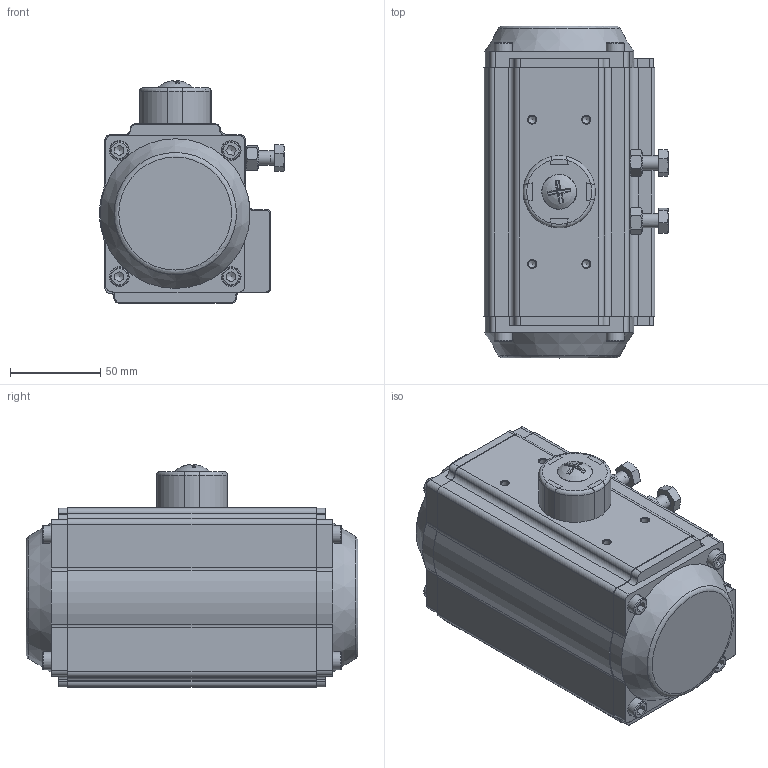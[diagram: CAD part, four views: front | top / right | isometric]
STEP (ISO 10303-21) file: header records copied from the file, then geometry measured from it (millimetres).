
FILE_DESCRIPTION(/* description */ (''),/* implementation_level */ '2;1');
FILE_NAME(/* name */ '',/* time_stamp */ '2016-12-29T09:39:55+08:00',/* author */ (''),/* organization */ (''),/* preprocessor_version */ 'ST-DEVELOPER v15',/* originating_system */ 'SIEMENS PLM Software NX 8.5',/* authorisation */ '');
FILE_SCHEMA (('AUTOMOTIVE_DESIGN { 1 0 10303 214 3 1 1 1 }'));
Length unit declared in the file: millimetre
Products named in the file (11): C-75-02-R; C-75-02-L; Indicator screw-83; Indicator-83; Nut adjust screw; Adjust screw; End-cap screw; C-75-08; U-75-004; C-75-01 F03+F05; C-75 F03+F05 14x14
Assembly tree (19 placements, depth 2):
  C-75 F03+F05 14x14
    C-75-01 F03+F05
    U-75-004
    C-75-08
    End-cap screw  x8
    Adjust screw  x2
    Nut adjust screw  x2
    Indicator-83
    Indicator screw-83
    C-75-02-L
    C-75-02-R
Bounding box: 102.41 x 184 x 123.42 mm (x, y, z)
Volume: 736507 mm3; surface area: 207684.5 mm2
Topology: 36 solids, 36 shells, 1049 faces, 2730 edges, 1776 vertices
Faces by surface type: cylinder 372, plane 361, cone 175, extrusion 80, torus 53, bspline 5, sphere 3
Full cylindrical faces by diameter (mm): 4.2 x12, 4.915 x8, 4.917 x8, 5 x19, 6 x17, 6.144 x1, 6.645 x2, 6.647 x4, 6.8 x2, 7 x10, 8 x6, 8.001 x2, 10 x8, 10.3 x2, 11 x8, 13 x1, 14 x1, 14.4 x1, 16.6 x1, 18 x17, 20 x2, 27.5 x1, 27.8 x1, 28 x1, 28.4 x1, 32 x3, 74.5 x2, 75 x1, 79 x2
Entity records: 28156 total; most frequent: CARTESIAN_POINT 7845, DIRECTION 4130, ORIENTED_EDGE 3886, EDGE_CURVE 1943, AXIS2_PLACEMENT_3D 1641, VERTEX_POINT 1393, EDGE_LOOP 1143, ADVANCED_FACE 856
